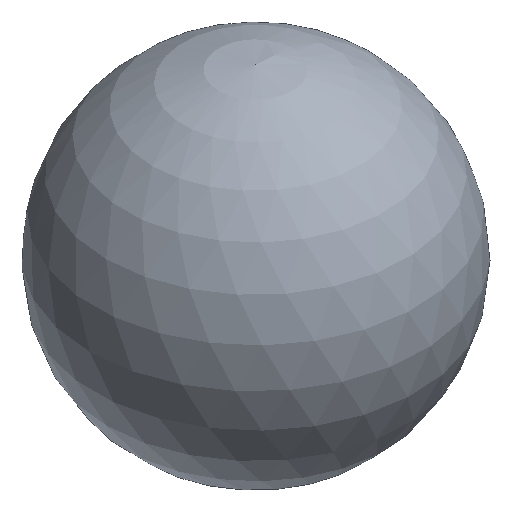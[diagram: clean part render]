
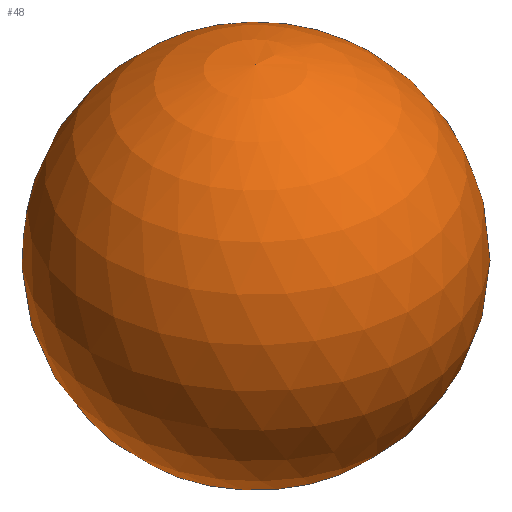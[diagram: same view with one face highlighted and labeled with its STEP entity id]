
A CAD part, isometric view. The second image highlights one B-rep face of the part: STEP entity #48.
In plain terms, the highlighted spherical face has radius 500 mm.
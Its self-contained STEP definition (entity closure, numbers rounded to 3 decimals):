
#35=CARTESIAN_POINT('',(0.,0.,0.));
#36=DIRECTION('',(0.,0.,1.));
#37=DIRECTION('',(1.,0.,0.));
#38=AXIS2_PLACEMENT_3D('',#35,#36,#37);
#39=SPHERICAL_SURFACE('',#38,500.);
#40=CARTESIAN_POINT('',(0,0.,-500.));
#41=VERTEX_POINT('',#40);
#42=VERTEX_LOOP('',#41);
#43=CARTESIAN_POINT('',(0,0.,500.));
#44=VERTEX_POINT('',#43);
#45=VERTEX_LOOP('',#44);
#46=FACE_BOUND('',#42,.T.);
#47=FACE_BOUND('',#45,.T.);
#48=ADVANCED_FACE('',(#46,#47),#39,.T.);
